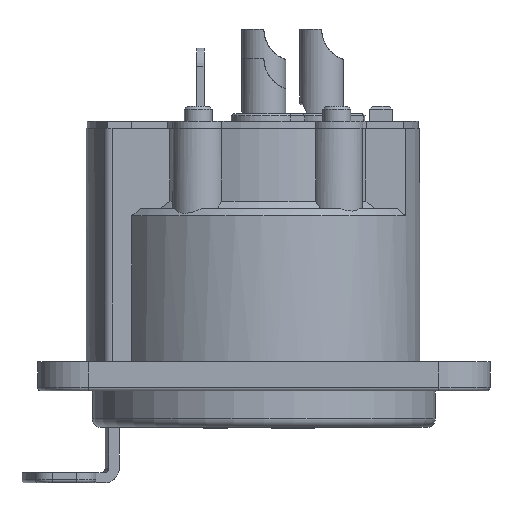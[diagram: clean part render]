
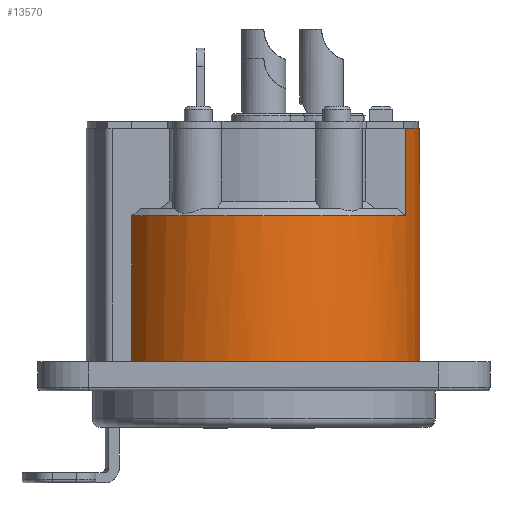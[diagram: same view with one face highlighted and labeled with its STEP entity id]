
A CAD part, front view. The second image highlights one B-rep face of the part: STEP entity #13570.
In plain terms, the highlighted cylindrical face has radius 10.7 mm (diameter 21.4 mm), a partial arc.
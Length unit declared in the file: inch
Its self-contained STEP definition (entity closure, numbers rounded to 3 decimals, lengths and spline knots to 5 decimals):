
#163=CYLINDRICAL_SURFACE('',#14396,0.42126);
#528=CIRCLE('',#14393,0.42126);
#529=CIRCLE('',#14395,0.42126);
#530=CIRCLE('',#14397,0.42126);
#531=CIRCLE('',#14398,0.42126);
#532=CIRCLE('',#14399,0.42126);
#533=CIRCLE('',#14400,0.42126);
#534=CIRCLE('',#14401,0.42126);
#535=CIRCLE('',#14402,0.42126);
#536=CIRCLE('',#14403,0.42126);
#537=CIRCLE('',#14404,0.42126);
#1632=FACE_OUTER_BOUND('',#2197,.T.);
#2197=EDGE_LOOP('',(#10667,#10668,#10669,#10670,#10671,#10672,#10673,#10674,
#10675,#10676,#10677,#10678,#10679,#10680,#10681,#10682,#10683,#10684,#10685,
#10686));
#3082=LINE('',#24969,#4322);
#3088=LINE('',#25044,#4328);
#3089=LINE('',#25048,#4329);
#3090=LINE('',#25052,#4330);
#3091=LINE('',#25056,#4331);
#3092=LINE('',#25060,#4332);
#3093=LINE('',#25064,#4333);
#3094=LINE('',#25068,#4334);
#3095=LINE('',#25071,#4335);
#3096=LINE('',#25073,#4336);
#4322=VECTOR('',#16354,0.23622);
#4328=VECTOR('',#16402,0.44094);
#4329=VECTOR('',#16405,0.04724);
#4330=VECTOR('',#16408,0.04724);
#4331=VECTOR('',#16411,0.04724);
#4332=VECTOR('',#16414,0.04724);
#4333=VECTOR('',#16417,0.04724);
#4334=VECTOR('',#16420,0.04724);
#4335=VECTOR('',#16423,0.44094);
#4336=VECTOR('',#16424,0.23622);
#6036=VERTEX_POINT('',#24964);
#6037=VERTEX_POINT('',#24968);
#6050=VERTEX_POINT('',#25027);
#6051=VERTEX_POINT('',#25033);
#6052=VERTEX_POINT('',#25037);
#6053=VERTEX_POINT('',#25043);
#6054=VERTEX_POINT('',#25045);
#6055=VERTEX_POINT('',#25047);
#6056=VERTEX_POINT('',#25049);
#6057=VERTEX_POINT('',#25051);
#6058=VERTEX_POINT('',#25053);
#6059=VERTEX_POINT('',#25055);
#6060=VERTEX_POINT('',#25057);
#6061=VERTEX_POINT('',#25059);
#6062=VERTEX_POINT('',#25061);
#6063=VERTEX_POINT('',#25063);
#6064=VERTEX_POINT('',#25065);
#6065=VERTEX_POINT('',#25067);
#6066=VERTEX_POINT('',#25069);
#6067=VERTEX_POINT('',#25072);
#8039=EDGE_CURVE('',#6037,#6036,#3082,.T.);
#8060=EDGE_CURVE('',#6050,#6036,#528,.T.);
#8062=EDGE_CURVE('',#6051,#6052,#529,.T.);
#8064=EDGE_CURVE('',#6053,#6050,#3088,.T.);
#8065=EDGE_CURVE('',#6054,#6053,#530,.T.);
#8066=EDGE_CURVE('',#6055,#6054,#3089,.T.);
#8067=EDGE_CURVE('',#6056,#6055,#531,.T.);
#8068=EDGE_CURVE('',#6057,#6056,#3090,.T.);
#8069=EDGE_CURVE('',#6058,#6057,#532,.T.);
#8070=EDGE_CURVE('',#6059,#6058,#3091,.T.);
#8071=EDGE_CURVE('',#6060,#6059,#533,.T.);
#8072=EDGE_CURVE('',#6061,#6060,#3092,.T.);
#8073=EDGE_CURVE('',#6062,#6061,#534,.T.);
#8074=EDGE_CURVE('',#6063,#6062,#3093,.T.);
#8075=EDGE_CURVE('',#6064,#6063,#535,.T.);
#8076=EDGE_CURVE('',#6065,#6064,#3094,.T.);
#8077=EDGE_CURVE('',#6066,#6065,#536,.T.);
#8078=EDGE_CURVE('',#6052,#6066,#3095,.T.);
#8079=EDGE_CURVE('',#6051,#6067,#3096,.T.);
#8080=EDGE_CURVE('',#6067,#6037,#537,.T.);
#10667=ORIENTED_EDGE('',*,*,#8060,.F.);
#10668=ORIENTED_EDGE('',*,*,#8064,.F.);
#10669=ORIENTED_EDGE('',*,*,#8065,.F.);
#10670=ORIENTED_EDGE('',*,*,#8066,.F.);
#10671=ORIENTED_EDGE('',*,*,#8067,.F.);
#10672=ORIENTED_EDGE('',*,*,#8068,.F.);
#10673=ORIENTED_EDGE('',*,*,#8069,.F.);
#10674=ORIENTED_EDGE('',*,*,#8070,.F.);
#10675=ORIENTED_EDGE('',*,*,#8071,.F.);
#10676=ORIENTED_EDGE('',*,*,#8072,.F.);
#10677=ORIENTED_EDGE('',*,*,#8073,.F.);
#10678=ORIENTED_EDGE('',*,*,#8074,.F.);
#10679=ORIENTED_EDGE('',*,*,#8075,.F.);
#10680=ORIENTED_EDGE('',*,*,#8076,.F.);
#10681=ORIENTED_EDGE('',*,*,#8077,.F.);
#10682=ORIENTED_EDGE('',*,*,#8078,.F.);
#10683=ORIENTED_EDGE('',*,*,#8062,.F.);
#10684=ORIENTED_EDGE('',*,*,#8079,.T.);
#10685=ORIENTED_EDGE('',*,*,#8080,.T.);
#10686=ORIENTED_EDGE('',*,*,#8039,.T.);
#13570=ADVANCED_FACE('',(#1632),#163,.T.);
#14393=AXIS2_PLACEMENT_3D('',#25031,#16394,#16395);
#14395=AXIS2_PLACEMENT_3D('',#25038,#16398,#16399);
#14396=AXIS2_PLACEMENT_3D('',#25042,#16400,#16401);
#14397=AXIS2_PLACEMENT_3D('',#25046,#16403,#16404);
#14398=AXIS2_PLACEMENT_3D('',#25050,#16406,#16407);
#14399=AXIS2_PLACEMENT_3D('',#25054,#16409,#16410);
#14400=AXIS2_PLACEMENT_3D('',#25058,#16412,#16413);
#14401=AXIS2_PLACEMENT_3D('',#25062,#16415,#16416);
#14402=AXIS2_PLACEMENT_3D('',#25066,#16418,#16419);
#14403=AXIS2_PLACEMENT_3D('',#25070,#16421,#16422);
#14404=AXIS2_PLACEMENT_3D('',#25074,#16425,#16426);
#16354=DIRECTION('',(0.,0.,-1.));
#16394=DIRECTION('center_axis',(0.,0.,
1.));
#16395=DIRECTION('ref_axis',(-0.846,-0.533,0.));
#16398=DIRECTION('center_axis',(0.,0.,
1.));
#16399=DIRECTION('ref_axis',(0.846,0.533,0.));
#16400=DIRECTION('center_axis',(0.,0.,
1.));
#16401=DIRECTION('ref_axis',(-0.846,-0.533,0.));
#16402=DIRECTION('',(0.,0.,1.));
#16403=DIRECTION('center_axis',(0.,0.,
-1.));
#16404=DIRECTION('ref_axis',(0.846,-0.533,0.));
#16405=DIRECTION('',(0.,0.,-1.));
#16406=DIRECTION('center_axis',(0.,0.,
-1.));
#16407=DIRECTION('ref_axis',(-0.846,-0.533,0.));
#16408=DIRECTION('',(0.,0.,1.));
#16409=DIRECTION('center_axis',(0.,0.,
-1.));
#16410=DIRECTION('ref_axis',(0.846,-0.533,0.));
#16411=DIRECTION('',(0.,0.,-1.));
#16412=DIRECTION('center_axis',(0.,0.,
-1.));
#16413=DIRECTION('ref_axis',(-0.846,-0.533,0.));
#16414=DIRECTION('',(0.,0.,1.));
#16415=DIRECTION('center_axis',(0.,0.,
-1.));
#16416=DIRECTION('ref_axis',(0.846,-0.533,0.));
#16417=DIRECTION('',(0.,0.,-1.));
#16418=DIRECTION('center_axis',(0.,0.,
-1.));
#16419=DIRECTION('ref_axis',(-0.846,-0.533,0.));
#16420=DIRECTION('',(0.,0.,1.));
#16421=DIRECTION('center_axis',(0.,0.,
-1.));
#16422=DIRECTION('ref_axis',(0.846,-0.533,0.));
#16423=DIRECTION('',(0.,0.,-1.));
#16424=DIRECTION('',(0.,0.,1.));
#16425=DIRECTION('center_axis',(0.,0.,
-1.));
#16426=DIRECTION('ref_axis',(-0.846,-0.533,0.));
#24964=CARTESIAN_POINT('',(0.38219,-0.17717,0.57087));
#24968=CARTESIAN_POINT('',(0.38219,-0.17717,0.80709));
#24969=CARTESIAN_POINT('',(0.38219,-0.17717,0.17717));
#25027=CARTESIAN_POINT('',(-0.35651,-0.22441,0.57087));
#25031=CARTESIAN_POINT('Origin',(0.,0.,
0.57087));
#25033=CARTESIAN_POINT('',(0.38219,0.17717,0.57087));
#25037=CARTESIAN_POINT('',(-0.35651,0.22441,0.57087));
#25038=CARTESIAN_POINT('Origin',(0.,0.,
0.57087));
#25042=CARTESIAN_POINT('Origin',(0.,0.,0.17717));
#25043=CARTESIAN_POINT('',(-0.35651,-0.22441,0.12992));
#25044=CARTESIAN_POINT('',(-0.35651,-0.22441,0.17717));
#25045=CARTESIAN_POINT('',(-0.03543,-0.41977,0.12992));
#25046=CARTESIAN_POINT('Origin',(0.,0.,
0.12992));
#25047=CARTESIAN_POINT('',(-0.03543,-0.41977,0.17717));
#25048=CARTESIAN_POINT('',(-0.03543,-0.41977,0.17717));
#25049=CARTESIAN_POINT('',(0.03543,-0.41977,0.17717));
#25050=CARTESIAN_POINT('Origin',(0.,0.,0.17717));
#25051=CARTESIAN_POINT('',(0.03543,-0.41977,0.12992));
#25052=CARTESIAN_POINT('',(0.03543,-0.41977,0.17717));
#25053=CARTESIAN_POINT('',(0.41977,-0.03543,0.12992));
#25054=CARTESIAN_POINT('Origin',(0.,0.,
0.12992));
#25055=CARTESIAN_POINT('',(0.41977,-0.03543,0.17717));
#25056=CARTESIAN_POINT('',(0.41977,-0.03543,0.17717));
#25057=CARTESIAN_POINT('',(0.41977,0.03543,0.17717));
#25058=CARTESIAN_POINT('Origin',(0.,0.,0.17717));
#25059=CARTESIAN_POINT('',(0.41977,0.03543,0.12992));
#25060=CARTESIAN_POINT('',(0.41977,0.03543,0.17717));
#25061=CARTESIAN_POINT('',(0.03543,0.41977,0.12992));
#25062=CARTESIAN_POINT('Origin',(0.,0.,
0.12992));
#25063=CARTESIAN_POINT('',(0.03543,0.41977,0.17717));
#25064=CARTESIAN_POINT('',(0.03543,0.41977,0.17717));
#25065=CARTESIAN_POINT('',(-0.03543,0.41977,0.17717));
#25066=CARTESIAN_POINT('Origin',(0.,0.,0.17717));
#25067=CARTESIAN_POINT('',(-0.03543,0.41977,0.12992));
#25068=CARTESIAN_POINT('',(-0.03543,0.41977,0.17717));
#25069=CARTESIAN_POINT('',(-0.35651,0.22441,0.12992));
#25070=CARTESIAN_POINT('Origin',(0.,0.,
0.12992));
#25071=CARTESIAN_POINT('',(-0.35651,0.22441,0.17717));
#25072=CARTESIAN_POINT('',(0.38219,0.17717,0.80709));
#25073=CARTESIAN_POINT('',(0.38219,0.17717,0.17717));
#25074=CARTESIAN_POINT('Origin',(0.,0.,
0.80709));
